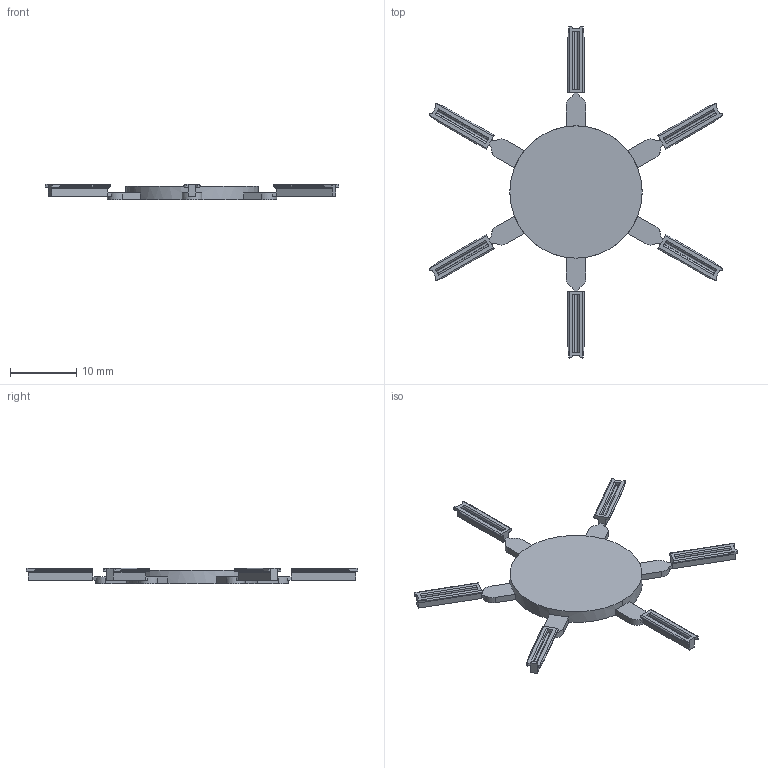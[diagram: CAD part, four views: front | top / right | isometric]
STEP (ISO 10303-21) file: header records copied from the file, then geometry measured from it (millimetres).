
FILE_DESCRIPTION(('CATIA V5 STEP Exchange','CAx-IF Rec.Pracs.--- Model Styling and Organization---1.2---2011-12-15'),'2;1');
FILE_NAME ('D1459579_0_1937590000_1937590000.stp','2018-09-21T12:55:41+00:00',('none'),('Weidmueller'),'CATIA Version 5-6 Release 2014','CATIA V5 STEP AP214','none');
FILE_SCHEMA(('AUTOMOTIVE_DESIGN { 1 0 10303 214 1 1 1 1 }'));
Length unit declared in the file: millimetre
Products named in the file (1): 1937590000
Bounding box: 44.47 x 50.23 x 2.3 mm (x, y, z)
Volume: 840.8 mm3; surface area: 1506.5 mm2
Topology: 1 solids, 1 shells, 256 faces, 774 edges, 526 vertices
Faces by surface type: plane 146, cylinder 110
Entity records: 9349 total; most frequent: CARTESIAN_POINT 2653, ORIENTED_EDGE 1548, DIRECTION 1132, EDGE_CURVE 774, VERTEX_POINT 526, VECTOR 518, LINE 518, AXIS2_PLACEMENT_3D 385
